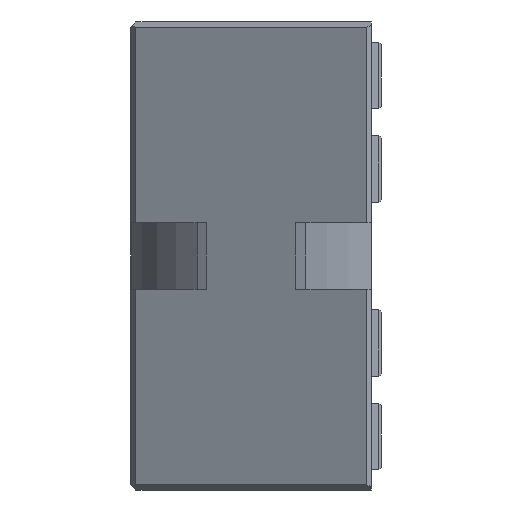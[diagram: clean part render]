
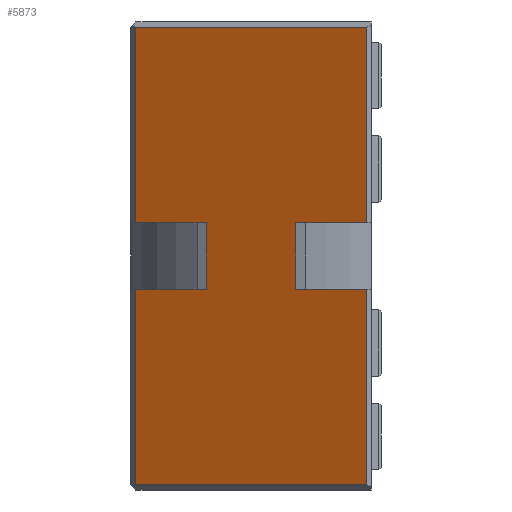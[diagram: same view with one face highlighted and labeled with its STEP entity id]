
A CAD part, left-side view. The second image highlights one B-rep face of the part: STEP entity #5873.
In plain terms, the highlighted planar face has unit normal (-0.866, 0.5, 0).
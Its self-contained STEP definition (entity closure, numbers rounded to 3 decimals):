
#758=FACE_OUTER_BOUND('',#1090,.T.);
#1090=EDGE_LOOP('',(#5225,#5226,#5227,#5228,#5229,#5230,#5231,#5232,#5233,
#5234,#5235,#5236));
#1367=LINE('',#7811,#1939);
#1370=LINE('',#7820,#1942);
#1373=LINE('',#7833,#1945);
#1376=LINE('',#7840,#1948);
#1643=LINE('',#10836,#2215);
#1650=LINE('',#10854,#2222);
#1662=LINE('',#10887,#2234);
#1663=LINE('',#10889,#2235);
#1664=LINE('',#10890,#2236);
#1665=LINE('',#10892,#2237);
#1666=LINE('',#10894,#2238);
#1667=LINE('',#10895,#2239);
#1939=VECTOR('',#6622,10.);
#1942=VECTOR('',#6633,10.);
#1945=VECTOR('',#6650,10.);
#1948=VECTOR('',#6659,10.);
#2215=VECTOR('',#7072,10.);
#2222=VECTOR('',#7089,10.);
#2234=VECTOR('',#7121,10.);
#2235=VECTOR('',#7122,10.);
#2236=VECTOR('',#7123,10.);
#2237=VECTOR('',#7124,10.);
#2238=VECTOR('',#7125,10.);
#2239=VECTOR('',#7126,10.);
#2468=VERTEX_POINT('',#7808);
#2469=VERTEX_POINT('',#7810);
#2471=VERTEX_POINT('',#7818);
#2473=VERTEX_POINT('',#7830);
#2474=VERTEX_POINT('',#7832);
#2475=VERTEX_POINT('',#7838);
#2816=VERTEX_POINT('',#10850);
#2817=VERTEX_POINT('',#10852);
#2828=VERTEX_POINT('',#10886);
#2829=VERTEX_POINT('',#10888);
#2830=VERTEX_POINT('',#10891);
#2831=VERTEX_POINT('',#10893);
#3106=EDGE_CURVE('',#2468,#2469,#1367,.T.);
#3111=EDGE_CURVE('',#2468,#2471,#1370,.T.);
#3117=EDGE_CURVE('',#2474,#2473,#1373,.T.);
#3121=EDGE_CURVE('',#2475,#2473,#1376,.T.);
#3628=EDGE_CURVE('',#2474,#2471,#1643,.T.);
#3637=EDGE_CURVE('',#2817,#2816,#1650,.T.);
#3653=EDGE_CURVE('',#2828,#2475,#1662,.T.);
#3654=EDGE_CURVE('',#2829,#2828,#1663,.T.);
#3655=EDGE_CURVE('',#2829,#2816,#1664,.T.);
#3656=EDGE_CURVE('',#2817,#2830,#1665,.T.);
#3657=EDGE_CURVE('',#2831,#2830,#1666,.T.);
#3658=EDGE_CURVE('',#2469,#2831,#1667,.T.);
#5225=ORIENTED_EDGE('',*,*,#3117,.T.);
#5226=ORIENTED_EDGE('',*,*,#3121,.F.);
#5227=ORIENTED_EDGE('',*,*,#3653,.F.);
#5228=ORIENTED_EDGE('',*,*,#3654,.F.);
#5229=ORIENTED_EDGE('',*,*,#3655,.T.);
#5230=ORIENTED_EDGE('',*,*,#3637,.F.);
#5231=ORIENTED_EDGE('',*,*,#3656,.T.);
#5232=ORIENTED_EDGE('',*,*,#3657,.F.);
#5233=ORIENTED_EDGE('',*,*,#3658,.F.);
#5234=ORIENTED_EDGE('',*,*,#3106,.F.);
#5235=ORIENTED_EDGE('',*,*,#3111,.T.);
#5236=ORIENTED_EDGE('',*,*,#3628,.F.);
#5574=PLANE('',#6128);
#5873=ADVANCED_FACE('',(#758),#5574,.T.);
#6128=AXIS2_PLACEMENT_3D('',#10885,#7119,#7120);
#6622=DIRECTION('',(0.,0.,-1.));
#6633=DIRECTION('',(0.5,0.866,0.));
#6650=DIRECTION('',(-0.5,-0.866,0.));
#6659=DIRECTION('',(0.,0.,-1.));
#7072=DIRECTION('',(0.,0.,-1.));
#7089=DIRECTION('',(0.,0.,1.));
#7119=DIRECTION('center_axis',(-0.866,0.5,0.));
#7120=DIRECTION('ref_axis',(-0.5,-0.866,0.));
#7121=DIRECTION('',(-0.5,-0.866,0.));
#7122=DIRECTION('',(0.,0.,1.));
#7123=DIRECTION('',(-0.5,-0.866,0.));
#7124=DIRECTION('',(0.5,0.866,0.));
#7125=DIRECTION('',(0.,0.,1.));
#7126=DIRECTION('',(0.5,0.866,0.));
#7808=CARTESIAN_POINT('',(-20.585,0.346,15.));
#7810=CARTESIAN_POINT('',(-20.585,0.346,0.4));
#7811=CARTESIAN_POINT('',(-20.585,0.346,0.));
#7818=CARTESIAN_POINT('',(-17.524,5.647,15.));
#7820=CARTESIAN_POINT('',(-12.99,13.5,15.));
#7830=CARTESIAN_POINT('',(-20.585,0.346,20.));
#7832=CARTESIAN_POINT('',(-17.524,5.647,20.));
#7833=CARTESIAN_POINT('',(-12.99,13.5,20.));
#7838=CARTESIAN_POINT('',(-20.585,0.346,34.6));
#7840=CARTESIAN_POINT('',(-20.585,0.346,0.));
#10836=CARTESIAN_POINT('',(-17.524,5.647,17.5));
#10850=CARTESIAN_POINT('',(-13.652,12.353,20.));
#10852=CARTESIAN_POINT('',(-13.652,12.353,15.));
#10854=CARTESIAN_POINT('',(-13.652,12.353,17.5));
#10885=CARTESIAN_POINT('Origin',(-10.392,18.,0.));
#10886=CARTESIAN_POINT('',(-10.592,17.654,34.6));
#10887=CARTESIAN_POINT('',(-12.99,13.5,34.6));
#10888=CARTESIAN_POINT('',(-10.592,17.654,20.));
#10889=CARTESIAN_POINT('',(-10.592,17.654,0.));
#10890=CARTESIAN_POINT('',(-12.99,13.5,20.));
#10891=CARTESIAN_POINT('',(-10.592,17.654,15.));
#10892=CARTESIAN_POINT('',(-12.99,13.5,15.));
#10893=CARTESIAN_POINT('',(-10.592,17.654,0.4));
#10894=CARTESIAN_POINT('',(-10.592,17.654,0.));
#10895=CARTESIAN_POINT('',(-12.99,13.5,0.4));
